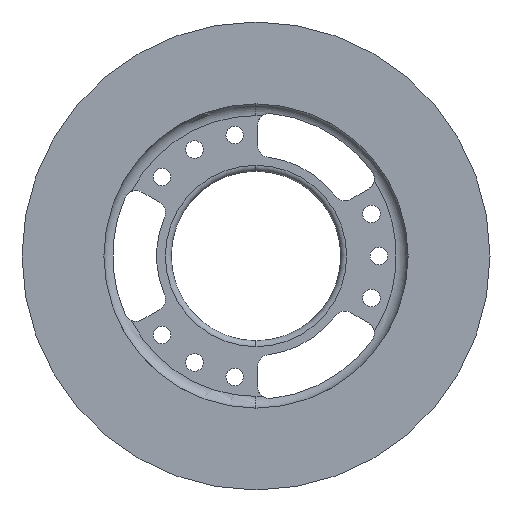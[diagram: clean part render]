
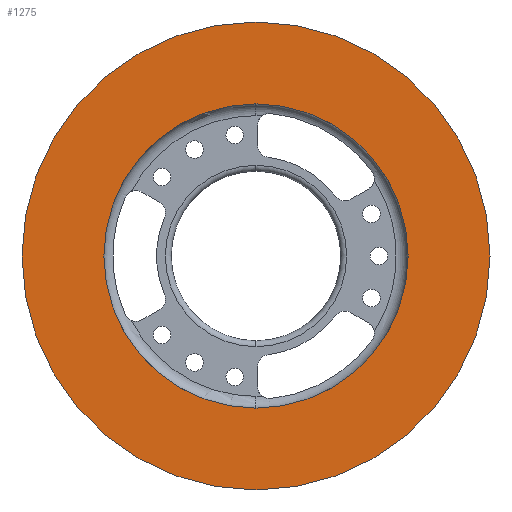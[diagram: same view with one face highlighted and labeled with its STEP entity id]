
A CAD part, front view. The second image highlights one B-rep face of the part: STEP entity #1275.
In plain terms, the highlighted planar face has unit normal (0, -1, 0).
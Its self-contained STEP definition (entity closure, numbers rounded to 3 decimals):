
#32 = EDGE_CURVE ( 'NONE', #722, #3012, #1484, .T. ) ;
#81 = EDGE_LOOP ( 'NONE', ( #1670, #1165 ) ) ;
#173 = DIRECTION ( 'NONE',  ( 0., 0., -1. ) ) ;
#208 = EDGE_CURVE ( 'NONE', #3012, #722, #2267, .T. ) ;
#339 = DIRECTION ( 'NONE',  ( 0., 0., -1. ) ) ;
#366 = DIRECTION ( 'NONE',  ( 0., 0., -1. ) ) ;
#403 = DIRECTION ( 'NONE',  ( 0., 0., -1. ) ) ;
#450 = PLANE ( 'NONE',  #1978 ) ;
#459 = VERTEX_POINT ( 'NONE', #2896 ) ;
#518 = EDGE_CURVE ( 'NONE', #459, #1186, #1549, .T. ) ;
#620 = CARTESIAN_POINT ( 'NONE',  ( 24.5, -135., -11.5 ) ) ;
#643 = DIRECTION ( 'NONE',  ( 0., 1., 0. ) ) ;
#650 = CARTESIAN_POINT ( 'NONE',  ( 24.5, -135., -11.5 ) ) ;
#691 = DIRECTION ( 'NONE',  ( 0., -1., 0. ) ) ;
#722 = VERTEX_POINT ( 'NONE', #1406 ) ;
#786 = DIRECTION ( 'NONE',  ( 0., -1., 0. ) ) ;
#799 = AXIS2_PLACEMENT_3D ( 'NONE', #2620, #1449, #2604 ) ;
#1165 = ORIENTED_EDGE ( 'NONE', *, *, #2917, .T. ) ;
#1180 = AXIS2_PLACEMENT_3D ( 'NONE', #2256, #643, #366 ) ;
#1186 = VERTEX_POINT ( 'NONE', #2217 ) ;
#1275 = ADVANCED_FACE ( 'NONE', ( #2320, #1354 ), #450, .T. ) ;
#1354 = FACE_OUTER_BOUND ( 'NONE', #1584, .T. ) ;
#1406 = CARTESIAN_POINT ( 'NONE',  ( 24.5, -135., -51.5 ) ) ;
#1449 = DIRECTION ( 'NONE',  ( 0., -1., 0. ) ) ;
#1450 = AXIS2_PLACEMENT_3D ( 'NONE', #620, #1556, #173 ) ;
#1484 = CIRCLE ( 'NONE', #1629, 40. ) ;
#1549 = CIRCLE ( 'NONE', #1450, 26. ) ;
#1556 = DIRECTION ( 'NONE',  ( 0., 1., 0. ) ) ;
#1584 = EDGE_LOOP ( 'NONE', ( #1956, #1738 ) ) ;
#1629 = AXIS2_PLACEMENT_3D ( 'NONE', #1965, #786, #339 ) ;
#1670 = ORIENTED_EDGE ( 'NONE', *, *, #518, .T. ) ;
#1738 = ORIENTED_EDGE ( 'NONE', *, *, #208, .T. ) ;
#1765 = CIRCLE ( 'NONE', #1180, 26. ) ;
#1956 = ORIENTED_EDGE ( 'NONE', *, *, #32, .T. ) ;
#1965 = CARTESIAN_POINT ( 'NONE',  ( 24.5, -135., -11.5 ) ) ;
#1978 = AXIS2_PLACEMENT_3D ( 'NONE', #650, #691, #403 ) ;
#2217 = CARTESIAN_POINT ( 'NONE',  ( 24.5, -135., -37.5 ) ) ;
#2226 = CARTESIAN_POINT ( 'NONE',  ( 24.5, -135., 28.5 ) ) ;
#2256 = CARTESIAN_POINT ( 'NONE',  ( 24.5, -135., -11.5 ) ) ;
#2267 = CIRCLE ( 'NONE', #799, 40. ) ;
#2320 = FACE_BOUND ( 'NONE', #81, .T. ) ;
#2604 = DIRECTION ( 'NONE',  ( 0., 0., -1. ) ) ;
#2620 = CARTESIAN_POINT ( 'NONE',  ( 24.5, -135., -11.5 ) ) ;
#2896 = CARTESIAN_POINT ( 'NONE',  ( 24.5, -135., 14.5 ) ) ;
#2917 = EDGE_CURVE ( 'NONE', #1186, #459, #1765, .T. ) ;
#3012 = VERTEX_POINT ( 'NONE', #2226 ) ;
